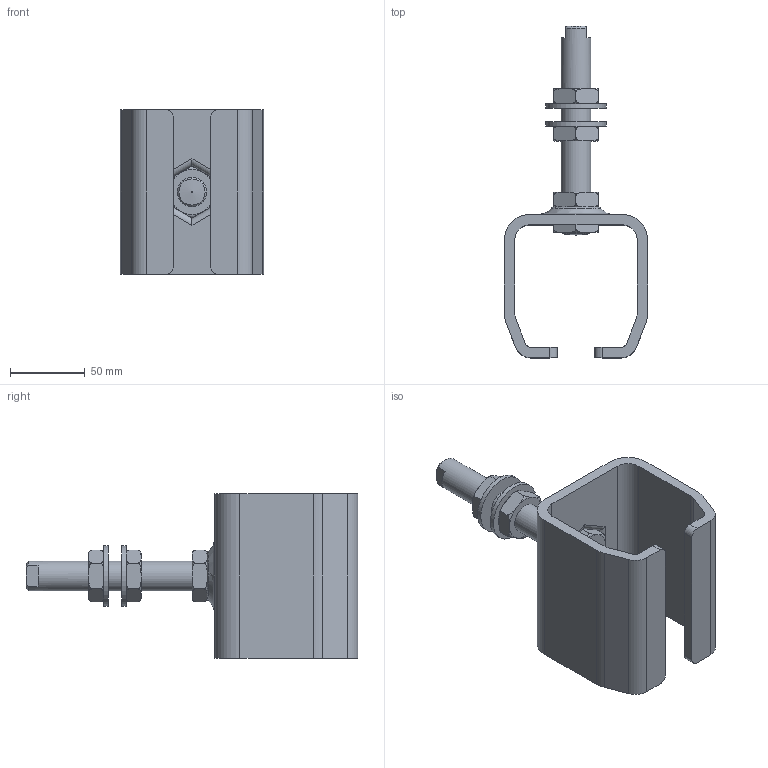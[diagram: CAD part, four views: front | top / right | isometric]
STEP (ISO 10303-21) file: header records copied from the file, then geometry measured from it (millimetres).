
FILE_DESCRIPTION(/* description */ (''),/* implementation_level */ '2;1');
FILE_NAME(/* name */ '9061L.stp',/* time_stamp */ '2022-12-15T10:22:09+01:00',/* author */ ('Giuliano'),/* organization */ (''),/* preprocessor_version */ 'ST-DEVELOPER v18.1',/* originating_system */ 'Autodesk Inventor 2021',/* authorisation */ '');
FILE_SCHEMA (('AUTOMOTIVE_DESIGN { 1 0 10303 214 3 1 1 }'));
Length unit declared in the file: millimetre
Products named in the file (1): Pièce1
Bounding box: 96 x 222.24 x 110 mm (x, y, z)
Volume: 298464.2 mm3; surface area: 88822.5 mm2
Topology: 1 solids, 2 shells, 152 faces, 350 edges, 215 vertices
Faces by surface type: plane 67, torus 49, cylinder 31, cone 4, bspline 1
Full cylindrical faces by diameter (mm): 20 x4, 20.1 x2, 21 x1, 40.3 x2
Entity records: 5312 total; most frequent: CARTESIAN_POINT 1950, ORIENTED_EDGE 700, DIRECTION 667, EDGE_CURVE 350, AXIS2_PLACEMENT_3D 268, VERTEX_POINT 215, EDGE_LOOP 167, FACE_OUTER_BOUND 152
